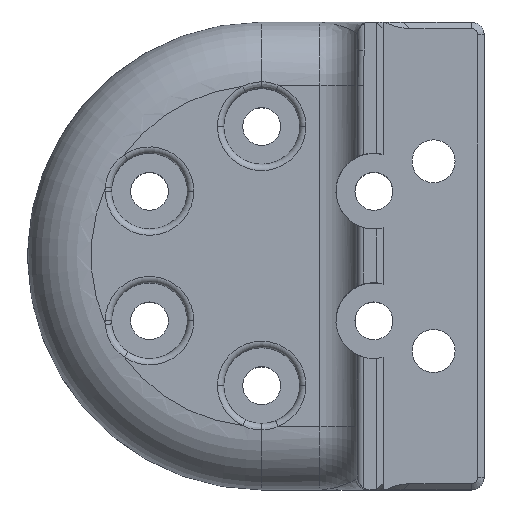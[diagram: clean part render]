
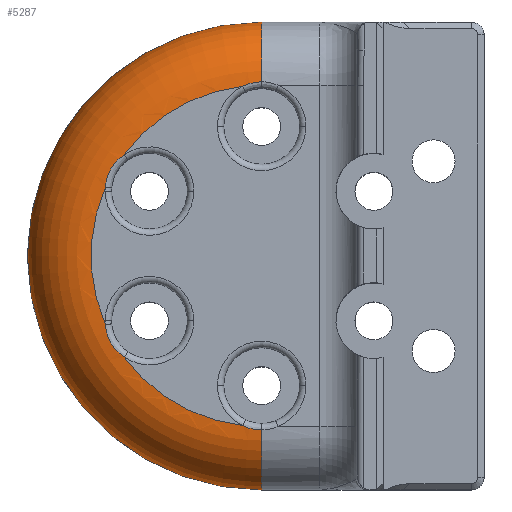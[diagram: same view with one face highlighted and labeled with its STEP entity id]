
A CAD part, top view. The second image highlights one B-rep face of the part: STEP entity #5287.
In plain terms, the highlighted toroidal (fillet/blend) face has major radius 13.5 mm and minor radius 5 mm.
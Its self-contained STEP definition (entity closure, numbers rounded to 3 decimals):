
#46 = AXIS2_PLACEMENT_3D ( 'NONE', #2426, #189, #1966 ) ;
#169 = ORIENTED_EDGE ( 'NONE', *, *, #838, .T. ) ;
#189 = DIRECTION ( 'NONE',  ( 0., 0., -1. ) ) ;
#264 = EDGE_CURVE ( 'NONE', #4216, #1134, #4551, .T. ) ;
#278 = CARTESIAN_POINT ( 'NONE',  ( -33.5, 198., 27. ) ) ;
#285 = VERTEX_POINT ( 'NONE', #1765 ) ;
#310 = DIRECTION ( 'NONE',  ( 1., 0., 0. ) ) ;
#316 = CARTESIAN_POINT ( 'NONE',  ( -15., 211.5, 27. ) ) ;
#365 = CARTESIAN_POINT ( 'NONE',  ( -26.675, 205.335, 31.992 ) ) ;
#409 = DIRECTION ( 'NONE',  ( 0., 0., 1. ) ) ;
#526 = AXIS2_PLACEMENT_3D ( 'NONE', #3520, #2674, #1620 ) ;
#559 = AXIS2_PLACEMENT_3D ( 'NONE', #5659, #994, #2902 ) ;
#688 = CARTESIAN_POINT ( 'NONE',  ( -15., 184.222, 31.992 ) ) ;
#743 = AXIS2_PLACEMENT_3D ( 'NONE', #1133, #1990, #5732 ) ;
#838 = EDGE_CURVE ( 'NONE', #3922, #285, #5915, .T. ) ;
#925 = CIRCLE ( 'NONE', #3748, 18.5 ) ;
#986 = CARTESIAN_POINT ( 'NONE',  ( -15., 211.778, 31.992 ) ) ;
#994 = DIRECTION ( 'NONE',  ( 0., 0., 1. ) ) ;
#1063 = CARTESIAN_POINT ( 'NONE',  ( -16.489, 211.418, 32. ) ) ;
#1133 = CARTESIAN_POINT ( 'NONE',  ( -15., 198., 27. ) ) ;
#1134 = VERTEX_POINT ( 'NONE', #4633 ) ;
#1143 = CARTESIAN_POINT ( 'NONE',  ( -26.314, 190.286, 32. ) ) ;
#1224 = ORIENTED_EDGE ( 'NONE', *, *, #5608, .F. ) ;
#1254 = VERTEX_POINT ( 'NONE', #4727 ) ;
#1457 = EDGE_LOOP ( 'NONE', ( #3981, #3122, #2327, #4750, #1224, #169, #1771, #5117, #3048, #3442, #1471 ) ) ;
#1471 = ORIENTED_EDGE ( 'NONE', *, *, #3063, .F. ) ;
#1497 = CARTESIAN_POINT ( 'NONE',  ( -16.023, 211.656, 32. ) ) ;
#1620 = DIRECTION ( 'NONE',  ( 1., 0., 0. ) ) ;
#1630 = CARTESIAN_POINT ( 'NONE',  ( -15., 216.5, 27. ) ) ;
#1639 = CARTESIAN_POINT ( 'NONE',  ( -26.673, 190.663, 31.992 ) ) ;
#1758 = B_SPLINE_CURVE_WITH_KNOTS ( 'NONE', 3,
 ( #2056, #1143, #1639, #1995, #4436, #2028 ),
 .UNSPECIFIED., .F., .F.,
 ( 4, 2, 4 ),
 ( 0., 0.5, 1. ),
 .UNSPECIFIED. ) ;
#1765 = CARTESIAN_POINT ( 'NONE',  ( -25.876, 205.998, 32. ) ) ;
#1771 = ORIENTED_EDGE ( 'NONE', *, *, #1958, .F. ) ;
#1824 = TOROIDAL_SURFACE ( 'NONE', #743, 13.5, 5. ) ;
#1899 = CARTESIAN_POINT ( 'NONE',  ( -16.489, 184.582, 32. ) ) ;
#1958 = EDGE_CURVE ( 'NONE', #2043, #285, #5549, .T. ) ;
#1966 = DIRECTION ( 'NONE',  ( 1., 0., 0. ) ) ;
#1990 = DIRECTION ( 'NONE',  ( 0., 0., 1. ) ) ;
#1995 = CARTESIAN_POINT ( 'NONE',  ( -27.19, 191.557, 31.992 ) ) ;
#2028 = CARTESIAN_POINT ( 'NONE',  ( -27.364, 192.58, 32. ) ) ;
#2043 = VERTEX_POINT ( 'NONE', #3769 ) ;
#2056 = CARTESIAN_POINT ( 'NONE',  ( -25.876, 190.002, 32. ) ) ;
#2077 = VERTEX_POINT ( 'NONE', #986 ) ;
#2327 = ORIENTED_EDGE ( 'NONE', *, *, #4647, .F. ) ;
#2426 = CARTESIAN_POINT ( 'NONE',  ( -15., 198., 27. ) ) ;
#2534 = CARTESIAN_POINT ( 'NONE',  ( -15.516, 211.778, 31.992 ) ) ;
#2553 = CARTESIAN_POINT ( 'NONE',  ( -16.023, 184.344, 32. ) ) ;
#2593 = CARTESIAN_POINT ( 'NONE',  ( -27.364, 203.42, 32. ) ) ;
#2603 = DIRECTION ( 'NONE',  ( 0., 0., 1. ) ) ;
#2640 = DIRECTION ( 'NONE',  ( 0., 0., -1. ) ) ;
#2674 = DIRECTION ( 'NONE',  ( 0., 0., 1. ) ) ;
#2681 = EDGE_CURVE ( 'NONE', #1134, #5415, #5113, .T. ) ;
#2799 = CARTESIAN_POINT ( 'NONE',  ( -15., 184.5, 27. ) ) ;
#2816 = EDGE_CURVE ( 'NONE', #4178, #2077, #4848, .T. ) ;
#2897 = AXIS2_PLACEMENT_3D ( 'NONE', #4526, #2603, #5822 ) ;
#2902 = DIRECTION ( 'NONE',  ( 1., 0., 0. ) ) ;
#2973 = CARTESIAN_POINT ( 'NONE',  ( -15., 179.5, 27. ) ) ;
#3048 = ORIENTED_EDGE ( 'NONE', *, *, #2816, .F. ) ;
#3063 = EDGE_CURVE ( 'NONE', #4216, #5631, #3959, .T. ) ;
#3122 = ORIENTED_EDGE ( 'NONE', *, *, #2681, .T. ) ;
#3200 = DIRECTION ( 'NONE',  ( 1., 0., 0. ) ) ;
#3258 = DIRECTION ( 'NONE',  ( -1., 0., 0. ) ) ;
#3365 = CARTESIAN_POINT ( 'NONE',  ( -15., 211.778, 31.992 ) ) ;
#3442 = ORIENTED_EDGE ( 'NONE', *, *, #3938, .F. ) ;
#3520 = CARTESIAN_POINT ( 'NONE',  ( -15., 198., 32. ) ) ;
#3522 = CARTESIAN_POINT ( 'NONE',  ( -27.338, 203.941, 32. ) ) ;
#3580 = AXIS2_PLACEMENT_3D ( 'NONE', #2799, #3258, #409 ) ;
#3609 = CARTESIAN_POINT ( 'NONE',  ( -25.876, 205.998, 32. ) ) ;
#3644 = CARTESIAN_POINT ( 'NONE',  ( -27.364, 203.42, 32. ) ) ;
#3748 = AXIS2_PLACEMENT_3D ( 'NONE', #4098, #5979, #310 ) ;
#3769 = CARTESIAN_POINT ( 'NONE',  ( -16.489, 211.418, 32. ) ) ;
#3827 = EDGE_CURVE ( 'NONE', #1254, #4210, #1758, .T. ) ;
#3922 = VERTEX_POINT ( 'NONE', #3644 ) ;
#3938 = EDGE_CURVE ( 'NONE', #5631, #4178, #925, .T. ) ;
#3959 = CIRCLE ( 'NONE', #46, 18.5 ) ;
#3981 = ORIENTED_EDGE ( 'NONE', *, *, #264, .T. ) ;
#4090 = CARTESIAN_POINT ( 'NONE',  ( -26.315, 205.714, 32. ) ) ;
#4098 = CARTESIAN_POINT ( 'NONE',  ( -15., 198., 27. ) ) ;
#4178 = VERTEX_POINT ( 'NONE', #1630 ) ;
#4210 = VERTEX_POINT ( 'NONE', #4280 ) ;
#4216 = VERTEX_POINT ( 'NONE', #2973 ) ;
#4280 = CARTESIAN_POINT ( 'NONE',  ( -27.364, 192.58, 32. ) ) ;
#4413 = CARTESIAN_POINT ( 'NONE',  ( -16.489, 184.582, 32. ) ) ;
#4436 = CARTESIAN_POINT ( 'NONE',  ( -27.338, 192.058, 32. ) ) ;
#4480 = EDGE_CURVE ( 'NONE', #2043, #2077, #5686, .T. ) ;
#4526 = CARTESIAN_POINT ( 'NONE',  ( -15., 198., 32. ) ) ;
#4545 = AXIS2_PLACEMENT_3D ( 'NONE', #316, #3200, #2640 ) ;
#4551 = CIRCLE ( 'NONE', #3580, 5. ) ;
#4633 = CARTESIAN_POINT ( 'NONE',  ( -15., 184.222, 31.992 ) ) ;
#4647 = EDGE_CURVE ( 'NONE', #1254, #5415, #5038, .T. ) ;
#4727 = CARTESIAN_POINT ( 'NONE',  ( -25.876, 190.002, 32. ) ) ;
#4750 = ORIENTED_EDGE ( 'NONE', *, *, #3827, .T. ) ;
#4825 = CARTESIAN_POINT ( 'NONE',  ( -15.516, 184.222, 31.992 ) ) ;
#4848 = CIRCLE ( 'NONE', #4545, 5. ) ;
#5038 = CIRCLE ( 'NONE', #526, 13.5 ) ;
#5049 = CARTESIAN_POINT ( 'NONE',  ( -27.191, 204.44, 31.992 ) ) ;
#5113 = B_SPLINE_CURVE_WITH_KNOTS ( 'NONE', 3,
 ( #688, #4825, #2553, #4413 ),
 .UNSPECIFIED., .F., .F.,
 ( 4, 4 ),
 ( 0., 1. ),
 .UNSPECIFIED. ) ;
#5117 = ORIENTED_EDGE ( 'NONE', *, *, #4480, .T. ) ;
#5287 = ADVANCED_FACE ( 'NONE', ( #5330 ), #1824, .T. ) ;
#5330 = FACE_OUTER_BOUND ( 'NONE', #1457, .T. ) ;
#5415 = VERTEX_POINT ( 'NONE', #1899 ) ;
#5533 = CIRCLE ( 'NONE', #2897, 13.5 ) ;
#5549 = CIRCLE ( 'NONE', #559, 13.5 ) ;
#5608 = EDGE_CURVE ( 'NONE', #3922, #4210, #5533, .T. ) ;
#5631 = VERTEX_POINT ( 'NONE', #278 ) ;
#5659 = CARTESIAN_POINT ( 'NONE',  ( -15., 198., 32. ) ) ;
#5686 = B_SPLINE_CURVE_WITH_KNOTS ( 'NONE', 3,
 ( #1063, #1497, #2534, #3365 ),
 .UNSPECIFIED., .F., .F.,
 ( 4, 4 ),
 ( 0., 1. ),
 .UNSPECIFIED. ) ;
#5732 = DIRECTION ( 'NONE',  ( 1., 0., 0. ) ) ;
#5822 = DIRECTION ( 'NONE',  ( 1., 0., 0. ) ) ;
#5915 = B_SPLINE_CURVE_WITH_KNOTS ( 'NONE', 3,
 ( #2593, #3522, #5049, #365, #4090, #3609 ),
 .UNSPECIFIED., .F., .F.,
 ( 4, 2, 4 ),
 ( 0., 0.5, 1. ),
 .UNSPECIFIED. ) ;
#5979 = DIRECTION ( 'NONE',  ( 0., 0., -1. ) ) ;
